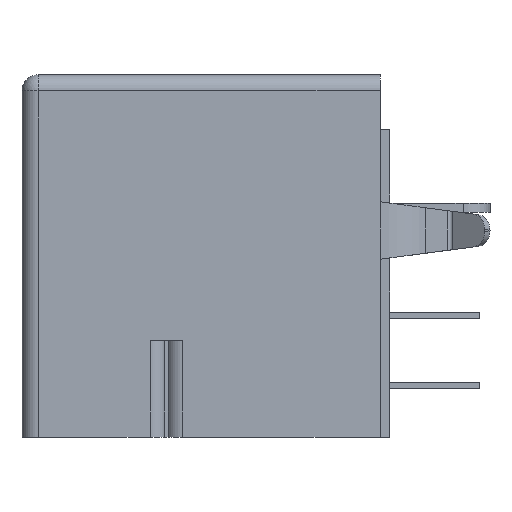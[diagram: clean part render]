
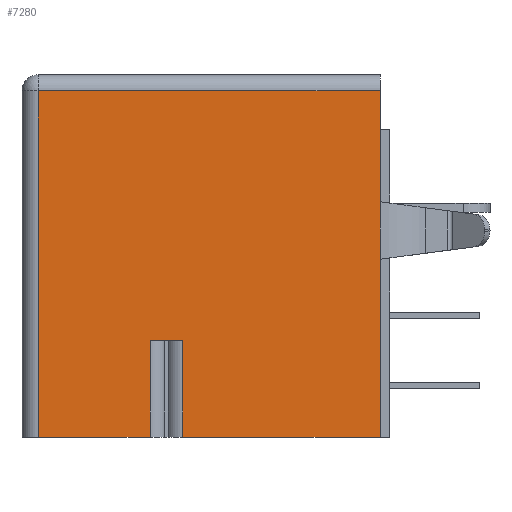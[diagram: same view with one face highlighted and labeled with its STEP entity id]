
A CAD part, left-side view. The second image highlights one B-rep face of the part: STEP entity #7280.
In plain terms, the highlighted planar face has unit normal (-1, 0, 0).
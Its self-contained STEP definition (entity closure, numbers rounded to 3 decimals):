
#54=DIRECTION('',(0.,-1.,0.));
#55=VECTOR('',#54,1.148);
#56=CARTESIAN_POINT('',(-7.013,1.981,-9.398));
#57=LINE('',#56,#55);
#130=DIRECTION('',(0.,1.,0.));
#131=VECTOR('',#130,3.962);
#132=CARTESIAN_POINT('',(-7.013,1.981,-12.827));
#133=LINE('',#132,#131);
#144=DIRECTION('',(0.,1.,0.));
#145=VECTOR('',#144,6.99);
#146=CARTESIAN_POINT('',(-7.013,-6.157,-12.827));
#147=LINE('',#146,#145);
#2623=DIRECTION('',(0.,1.,0.));
#2624=VECTOR('',#2623,12.101);
#2625=CARTESIAN_POINT('',(-7.013,-6.157,-0.574));
#2626=LINE('',#2625,#2624);
#2627=DIRECTION('',(0.,0.,1.));
#2628=VECTOR('',#2627,3.922);
#2629=CARTESIAN_POINT('',(-7.013,-6.157,-4.496));
#2630=LINE('',#2629,#2628);
#2631=DIRECTION('',(0.,0.,-1.));
#2632=VECTOR('',#2631,2.032);
#2633=CARTESIAN_POINT('',(-7.013,-6.157,-4.496));
#2634=LINE('',#2633,#2632);
#2635=DIRECTION('',(0.,0.,1.));
#2636=VECTOR('',#2635,6.299);
#2637=CARTESIAN_POINT('',(-7.013,-6.157,-12.827));
#2638=LINE('',#2637,#2636);
#2639=DIRECTION('',(0.,0.,1.));
#2640=VECTOR('',#2639,3.429);
#2641=CARTESIAN_POINT('',(-7.013,1.981,-12.827));
#2642=LINE('',#2641,#2640);
#2643=DIRECTION('',(0.,0.,1.));
#2644=VECTOR('',#2643,12.253);
#2645=CARTESIAN_POINT('',(-7.013,5.944,-12.827));
#2646=LINE('',#2645,#2644);
#2667=DIRECTION('',(0.,0.,1.));
#2668=VECTOR('',#2667,3.429);
#2669=CARTESIAN_POINT('',(-7.013,0.833,-12.827));
#2670=LINE('',#2669,#2668);
#3222=CARTESIAN_POINT('',(-7.013,-6.157,-12.827));
#3223=CARTESIAN_POINT('',(-7.013,0.833,-12.827));
#3224=VERTEX_POINT('',#3222);
#3225=VERTEX_POINT('',#3223);
#3408=CARTESIAN_POINT('',(-7.013,0.833,-9.398));
#3410=VERTEX_POINT('',#3408);
#3413=CARTESIAN_POINT('',(-7.013,1.981,-9.398));
#3415=VERTEX_POINT('',#3413);
#3418=CARTESIAN_POINT('',(-7.013,1.981,-12.827));
#3419=VERTEX_POINT('',#3418);
#3709=CARTESIAN_POINT('',(-7.013,-6.157,-0.574));
#3711=VERTEX_POINT('',#3709);
#3712=CARTESIAN_POINT('',(-7.013,5.944,-0.574));
#3713=VERTEX_POINT('',#3712);
#3716=CARTESIAN_POINT('',(-7.013,5.944,-12.827));
#3718=VERTEX_POINT('',#3716);
#3809=CARTESIAN_POINT('',(-7.013,-6.157,-6.528));
#3810=VERTEX_POINT('',#3809);
#3849=CARTESIAN_POINT('',(-7.013,-6.157,-4.496));
#3850=VERTEX_POINT('',#3849);
#7260=CARTESIAN_POINT('',(-7.013,-6.157,-12.827));
#7261=DIRECTION('',(-1.,0.,0.));
#7262=DIRECTION('',(0.,1.,0.));
#7263=AXIS2_PLACEMENT_3D('',#7260,#7261,#7262);
#7264=PLANE('',#7263);
#7266=ORIENTED_EDGE('',*,*,#7265,.F.);
#7267=ORIENTED_EDGE('',*,*,#4098,.F.);
#7268=ORIENTED_EDGE('',*,*,#7253,.T.);
#7269=ORIENTED_EDGE('',*,*,#4055,.F.);
#7270=ORIENTED_EDGE('',*,*,#4117,.T.);
#7272=ORIENTED_EDGE('',*,*,#7271,.T.);
#7273=ORIENTED_EDGE('',*,*,#3971,.F.);
#7275=ORIENTED_EDGE('',*,*,#7274,.F.);
#7276=ORIENTED_EDGE('',*,*,#4110,.T.);
#7277=ORIENTED_EDGE('',*,*,#4174,.T.);
#7278=EDGE_LOOP('',(#7266,#7267,#7268,#7269,#7270,#7272,#7273,#7275,#7276,
#7277));
#7279=FACE_OUTER_BOUND('',#7278,.F.);
#3971=EDGE_CURVE('',#3415,#3410,#57,.T.);
#4055=EDGE_CURVE('',#3224,#3810,#2638,.T.);
#4098=EDGE_CURVE('',#3850,#3711,#2630,.T.);
#4110=EDGE_CURVE('',#3419,#3718,#133,.T.);
#4117=EDGE_CURVE('',#3224,#3225,#147,.T.);
#4174=EDGE_CURVE('',#3718,#3713,#2646,.T.);
#7253=EDGE_CURVE('',#3850,#3810,#2634,.T.);
#7265=EDGE_CURVE('',#3711,#3713,#2626,.T.);
#7271=EDGE_CURVE('',#3225,#3410,#2670,.T.);
#7274=EDGE_CURVE('',#3419,#3415,#2642,.T.);
#7280=ADVANCED_FACE('',(#7279),#7264,.T.);
